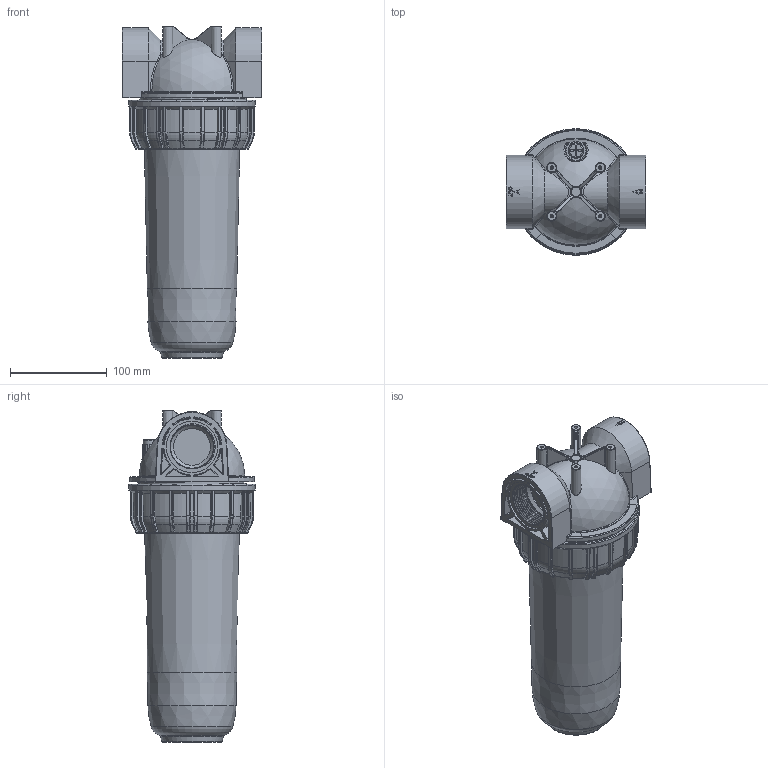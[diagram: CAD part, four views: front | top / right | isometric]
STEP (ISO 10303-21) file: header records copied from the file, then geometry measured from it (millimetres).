
FILE_DESCRIPTION(/* description */ (''),/* implementation_level */ '2;1');
FILE_NAME(/* name */ '3D_filfvp11-2.stp',/* time_stamp */ '2023-10-27T11:10:57+02:00',/* author */ ('enginyeria2'),/* organization */ (''),/* preprocessor_version */ 'ST-DEVELOPER v17',/* originating_system */ 'Autodesk Inventor 2019',/* authorisation */ '');
FILE_SCHEMA (('AUTOMOTIVE_DESIGN { 1 0 10303 214 3 1 1 }'));
Length unit declared in the file: millimetre
Products named in the file (1): Pieza2
Bounding box: 144 x 130.6 x 342.34 mm (x, y, z)
Volume: 2611616.2 mm3; surface area: 197023.6 mm2
Topology: 1 solids, 8 shells, 1504 faces, 3758 edges, 2308 vertices
Faces by surface type: plane 427, bspline 348, cylinder 287, torus 180, cone 169, sphere 93
Full cylindrical faces by diameter (mm): 2 x1, 4 x1, 9 x1, 9.2 x7, 11 x7, 15.4 x1, 16 x1, 44.84 x16, 45.32 x2, 47.8 x16, 53 x2, 92.067 x1, 99.5 x1, 107.8 x1, 113.6 x1, 130.6 x1
Entity records: 101784 total; most frequent: CARTESIAN_POINT 66901, ORIENTED_EDGE 7500, DIRECTION 6388, EDGE_CURVE 3750, AXIS2_PLACEMENT_3D 2669, VERTEX_POINT 2308, EDGE_LOOP 1554, FACE_OUTER_BOUND 1504
